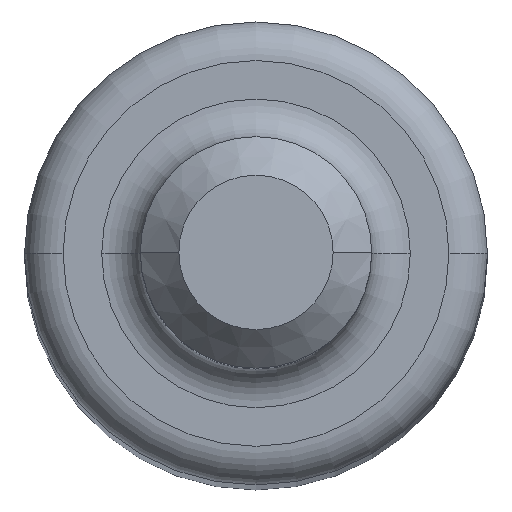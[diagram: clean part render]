
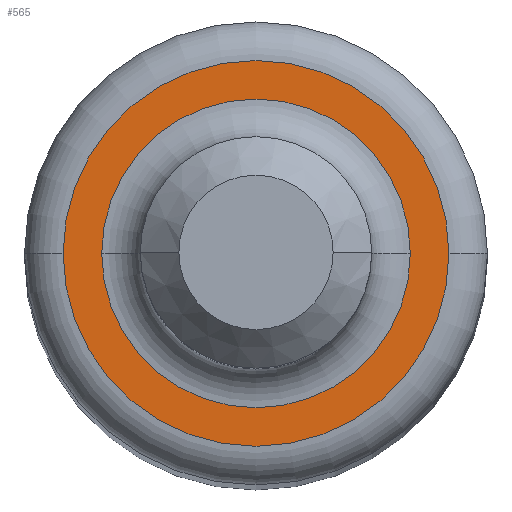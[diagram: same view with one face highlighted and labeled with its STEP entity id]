
A CAD part, top view. The second image highlights one B-rep face of the part: STEP entity #565.
In plain terms, the highlighted planar face has unit normal (0, 0, 1).
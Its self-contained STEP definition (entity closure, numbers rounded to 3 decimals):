
#1 = DIRECTION ( 'NONE',  ( 1., 0., 0. ) ) ;
#42 = CARTESIAN_POINT ( 'NONE',  ( 0., 0., 38.5 ) ) ;
#61 = CIRCLE ( 'NONE', #527, 4. ) ;
#65 = CARTESIAN_POINT ( 'NONE',  ( -5., 0., 38.5 ) ) ;
#68 = ORIENTED_EDGE ( 'NONE', *, *, #314, .T. ) ;
#70 = VERTEX_POINT ( 'NONE', #65 ) ;
#76 = ORIENTED_EDGE ( 'NONE', *, *, #475, .T. ) ;
#77 = AXIS2_PLACEMENT_3D ( 'NONE', #42, #418, #1 ) ;
#93 = FACE_OUTER_BOUND ( 'NONE', #435, .T. ) ;
#109 = CIRCLE ( 'NONE', #147, 5. ) ;
#111 = DIRECTION ( 'NONE',  ( 0., 0., 1. ) ) ;
#135 = DIRECTION ( 'NONE',  ( 0., 0., 1. ) ) ;
#138 = AXIS2_PLACEMENT_3D ( 'NONE', #374, #135, #274 ) ;
#147 = AXIS2_PLACEMENT_3D ( 'NONE', #533, #111, #585 ) ;
#170 = DIRECTION ( 'NONE',  ( 0., 0., -1. ) ) ;
#173 = DIRECTION ( 'NONE',  ( 1., 0., 0. ) ) ;
#182 = CARTESIAN_POINT ( 'NONE',  ( -4., 0., 38.5 ) ) ;
#194 = CARTESIAN_POINT ( 'NONE',  ( 0., 0., 38.5 ) ) ;
#241 = VERTEX_POINT ( 'NONE', #182 ) ;
#256 = DIRECTION ( 'NONE',  ( 1., 0., 0. ) ) ;
#264 = CIRCLE ( 'NONE', #138, 5. ) ;
#274 = DIRECTION ( 'NONE',  ( 1., 0., 0. ) ) ;
#297 = ORIENTED_EDGE ( 'NONE', *, *, #578, .T. ) ;
#309 = VERTEX_POINT ( 'NONE', #433 ) ;
#314 = EDGE_CURVE ( 'NONE', #570, #70, #264, .T. ) ;
#347 = EDGE_LOOP ( 'NONE', ( #76, #297 ) ) ;
#374 = CARTESIAN_POINT ( 'NONE',  ( 0., 0., 38.5 ) ) ;
#418 = DIRECTION ( 'NONE',  ( 0., 0., 1. ) ) ;
#424 = ORIENTED_EDGE ( 'NONE', *, *, #581, .T. ) ;
#433 = CARTESIAN_POINT ( 'NONE',  ( 4., 0., 38.5 ) ) ;
#434 = CARTESIAN_POINT ( 'NONE',  ( 0., 0., 38.5 ) ) ;
#435 = EDGE_LOOP ( 'NONE', ( #68, #424 ) ) ;
#448 = DIRECTION ( 'NONE',  ( 0., 0., -1. ) ) ;
#465 = PLANE ( 'NONE',  #77 ) ;
#472 = FACE_BOUND ( 'NONE', #347, .T. ) ;
#475 = EDGE_CURVE ( 'NONE', #309, #241, #590, .T. ) ;
#527 = AXIS2_PLACEMENT_3D ( 'NONE', #194, #448, #256 ) ;
#532 = AXIS2_PLACEMENT_3D ( 'NONE', #434, #170, #173 ) ;
#533 = CARTESIAN_POINT ( 'NONE',  ( 0., 0., 38.5 ) ) ;
#564 = CARTESIAN_POINT ( 'NONE',  ( 5., 0., 38.5 ) ) ;
#565 = ADVANCED_FACE ( 'NONE', ( #93, #472 ), #465, .T. ) ;
#570 = VERTEX_POINT ( 'NONE', #564 ) ;
#578 = EDGE_CURVE ( 'NONE', #241, #309, #61, .T. ) ;
#581 = EDGE_CURVE ( 'NONE', #70, #570, #109, .T. ) ;
#585 = DIRECTION ( 'NONE',  ( 1., 0., 0. ) ) ;
#590 = CIRCLE ( 'NONE', #532, 4. ) ;
